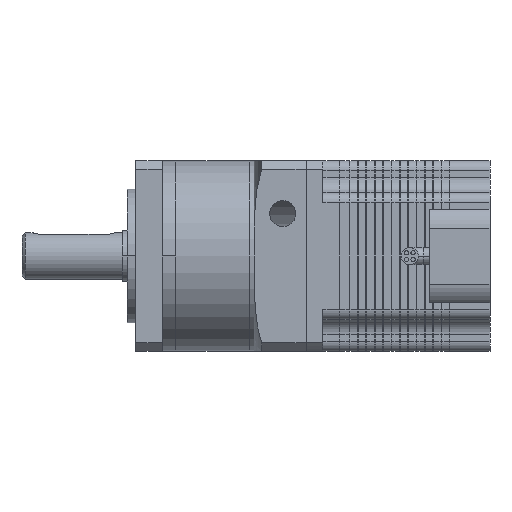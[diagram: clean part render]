
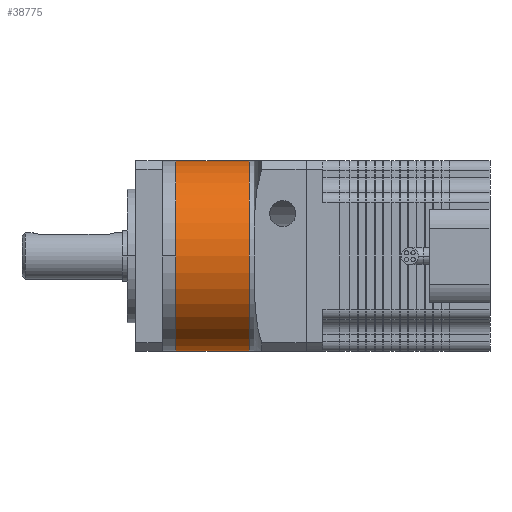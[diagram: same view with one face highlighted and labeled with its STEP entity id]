
A CAD part, left-side view. The second image highlights one B-rep face of the part: STEP entity #38775.
In plain terms, the highlighted cylindrical face has radius 28.5 mm (diameter 57 mm), a partial arc.
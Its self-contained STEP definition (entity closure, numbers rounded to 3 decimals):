
#1762 = CARTESIAN_POINT ( 'NONE',  ( 0., 22., 28.5 ) ) ;
#1962 = CARTESIAN_POINT ( 'NONE',  ( 0., 22., -28.5 ) ) ;
#4567 = VECTOR ( 'NONE', #21758, 1000. ) ;
#5622 = EDGE_CURVE ( 'NONE', #36333, #30261, #31346, .T. ) ;
#7152 = CIRCLE ( 'NONE', #12300, 28.5 ) ;
#9516 = CARTESIAN_POINT ( 'NONE',  ( 0., 22., 28.5 ) ) ;
#12300 = AXIS2_PLACEMENT_3D ( 'NONE', #16203, #38389, #28990 ) ;
#12516 = CARTESIAN_POINT ( 'NONE',  ( 0., 22., 0. ) ) ;
#12940 = LINE ( 'NONE', #9516, #4567 ) ;
#13860 = DIRECTION ( 'NONE',  ( 0., 0., -1. ) ) ;
#14805 = EDGE_CURVE ( 'NONE', #30261, #38522, #12940, .T. ) ;
#16203 = CARTESIAN_POINT ( 'NONE',  ( 0., 0., 0. ) ) ;
#16676 = AXIS2_PLACEMENT_3D ( 'NONE', #12516, #21532, #18527 ) ;
#17790 = LINE ( 'NONE', #1962, #34508 ) ;
#18527 = DIRECTION ( 'NONE',  ( 0., 0., 1. ) ) ;
#19870 = FACE_OUTER_BOUND ( 'NONE', #31164, .T. ) ;
#21532 = DIRECTION ( 'NONE',  ( 0., 1., 0. ) ) ;
#21758 = DIRECTION ( 'NONE',  ( 0., -1., 0. ) ) ;
#25286 = CYLINDRICAL_SURFACE ( 'NONE', #36714, 28.5 ) ;
#25353 = CARTESIAN_POINT ( 'NONE',  ( 0., 0., -28.5 ) ) ;
#26419 = VERTEX_POINT ( 'NONE', #25353 ) ;
#27491 = CARTESIAN_POINT ( 'NONE',  ( 0., 22., -28.5 ) ) ;
#28220 = ORIENTED_EDGE ( 'NONE', *, *, #5622, .F. ) ;
#28441 = EDGE_CURVE ( 'NONE', #36333, #26419, #17790, .T. ) ;
#28858 = CARTESIAN_POINT ( 'NONE',  ( 0., 22., 0. ) ) ;
#28990 = DIRECTION ( 'NONE',  ( 0., 0., 1. ) ) ;
#29688 = EDGE_CURVE ( 'NONE', #26419, #38522, #7152, .T. ) ;
#30261 = VERTEX_POINT ( 'NONE', #1762 ) ;
#31164 = EDGE_LOOP ( 'NONE', ( #38348, #28220, #33526, #32535 ) ) ;
#31269 = DIRECTION ( 'NONE',  ( 0., -1., 0. ) ) ;
#31346 = CIRCLE ( 'NONE', #16676, 28.5 ) ;
#32426 = DIRECTION ( 'NONE',  ( 0., -1., 0. ) ) ;
#32535 = ORIENTED_EDGE ( 'NONE', *, *, #29688, .T. ) ;
#33526 = ORIENTED_EDGE ( 'NONE', *, *, #28441, .T. ) ;
#34508 = VECTOR ( 'NONE', #32426, 1000. ) ;
#34960 = CARTESIAN_POINT ( 'NONE',  ( 0., 0., 28.5 ) ) ;
#36333 = VERTEX_POINT ( 'NONE', #27491 ) ;
#36714 = AXIS2_PLACEMENT_3D ( 'NONE', #28858, #31269, #13860 ) ;
#38348 = ORIENTED_EDGE ( 'NONE', *, *, #14805, .F. ) ;
#38389 = DIRECTION ( 'NONE',  ( 0., 1., 0. ) ) ;
#38522 = VERTEX_POINT ( 'NONE', #34960 ) ;
#38775 = ADVANCED_FACE ( 'NONE', ( #19870 ), #25286, .T. ) ;
